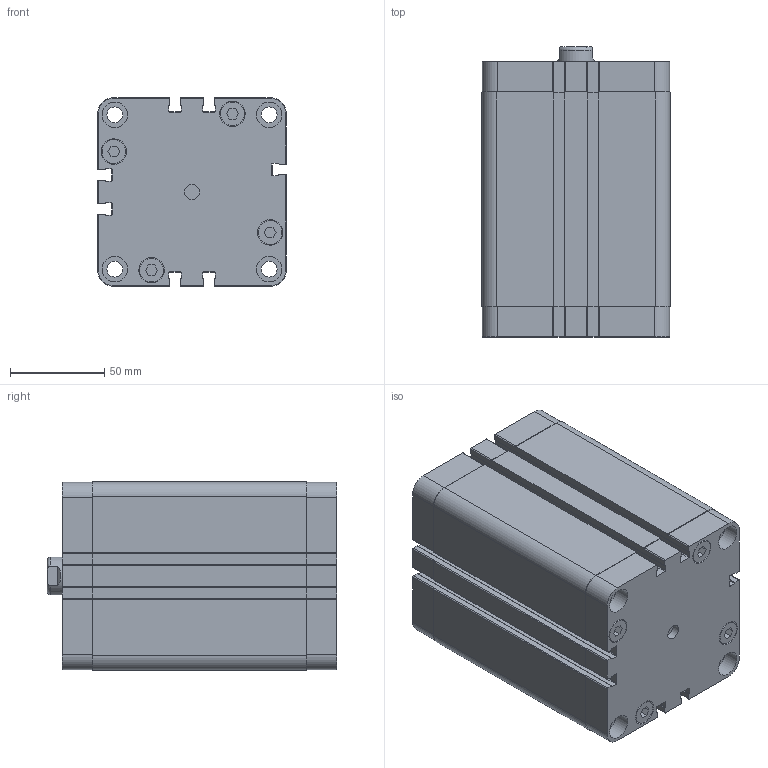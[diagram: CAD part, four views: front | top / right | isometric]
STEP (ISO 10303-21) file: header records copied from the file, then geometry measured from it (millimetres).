
FILE_DESCRIPTION((''),'2;1');
FILE_NAME('ADM080.090.GS.F.stp','2011-07-28T12:15:11',('Administrator'),(''),'Autodesk Inventor 2012','Autodesk Inventor 2012','');
FILE_SCHEMA(('AUTOMOTIVE_DESIGN { 1 0 10303 214 1 1 1 1 }'));
Length unit declared in the file: millimetre
Products named in the file (1): ADM080.090.GS.F
Bounding box: 100 x 154 x 100 mm (x, y, z)
Volume: 1361235.7 mm3; surface area: 114106.8 mm2
Topology: 1 solids, 1 shells, 371 faces, 992 edges, 661 vertices
Faces by surface type: plane 216, cylinder 153, cone 1, torus 1
Full cylindrical faces by diameter (mm): 8 x1, 8.376 x4, 8.566 x3, 10.25 x1, 12.5 x8, 13.5 x16, 20 x1, 22 x1
Entity records: 11874 total; most frequent: CARTESIAN_POINT 2024, DIRECTION 2004, ORIENTED_EDGE 1904, EDGE_CURVE 952, AXIS2_PLACEMENT_3D 682, VERTEX_POINT 658, VECTOR 640, LINE 640
